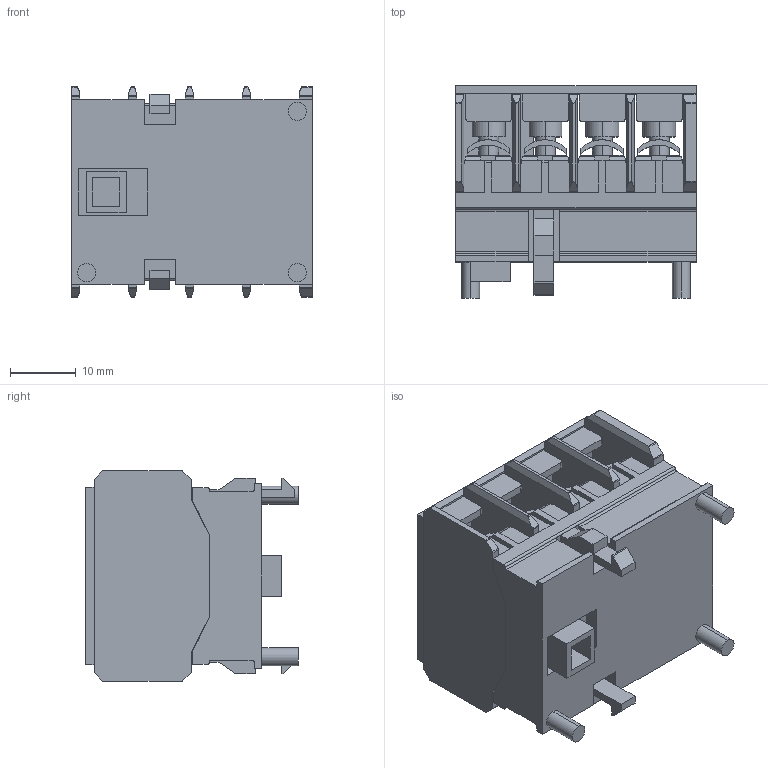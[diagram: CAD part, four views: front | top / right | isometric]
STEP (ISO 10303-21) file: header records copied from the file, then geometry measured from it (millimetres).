
FILE_DESCRIPTION (( 'STEP AP214' ), '1' );
FILE_NAME ('BFC4-11.STEP', '2014-02-03T12:38:55', ( '' ), ( '' ), 'SwSTEP 2.0', 'SolidWorks 2013', '' );
FILE_SCHEMA (( 'AUTOMOTIVE_DESIGN' ));
Length unit declared in the file: millimetre
Products named in the file (1): BFC4-11
Bounding box: 36.5 x 32.23 x 32 mm (x, y, z)
Volume: 16422.9 mm3; surface area: 17387 mm2
Topology: 20 solids, 20 shells, 761 faces, 2048 edges, 1352 vertices
Faces by surface type: plane 593, cylinder 168
Entity records: 30574 total; most frequent: CARTESIAN_POINT 4974, ORIENTED_EDGE 4096, DIRECTION 3786, EDGE_CURVE 2048, LINE 1710, VECTOR 1710, VERTEX_POINT 1352, AXIS2_PLACEMENT_3D 1038
